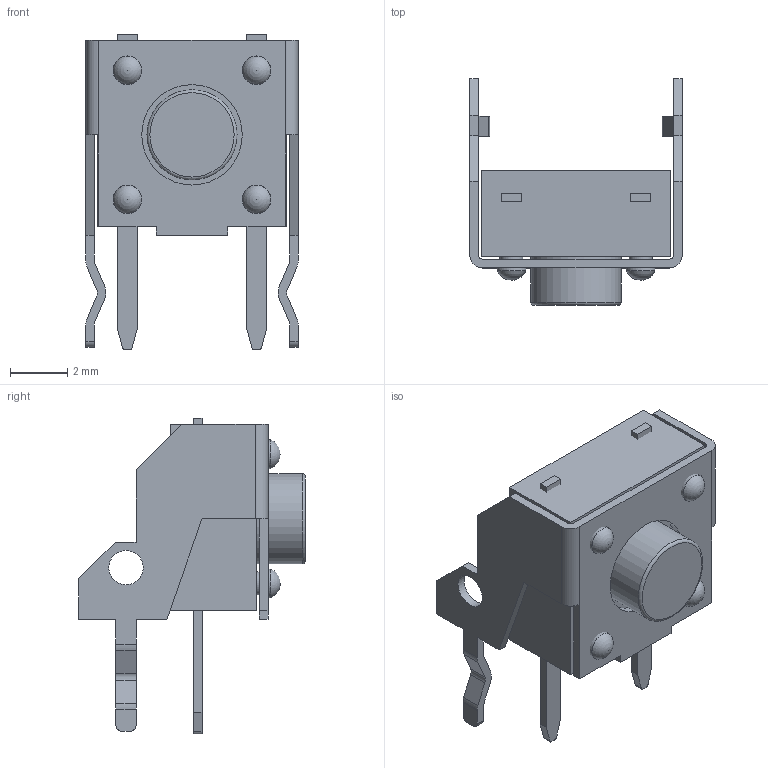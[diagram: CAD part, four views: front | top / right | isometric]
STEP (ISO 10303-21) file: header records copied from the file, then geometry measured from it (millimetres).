
FILE_DESCRIPTION(('FreeCAD Model'),'2;1');
FILE_NAME('pushbutton-right-angle.step','2016-06-22T20:24:54',( 'Author'),(''),'Open CASCADE STEP processor 6.8','FreeCAD','Unknown' );
FILE_SCHEMA(('AUTOMOTIVE_DESIGN_CC2 { 1 2 10303 214 -1 1 5 4 }'));
Length unit declared in the file: inch
Products named in the file (4): ASSEMBLY; metal-cover; button-body001; front-pins001
Assembly tree (3 placements, depth 2):
  ASSEMBLY
    metal-cover
    button-body001
    front-pins001
Bounding box: 7.4 x 7.9 x 11 mm (x, y, z)
Volume: 174.1 mm3; surface area: 434.5 mm2
Topology: 4 solids, 4 shells, 122 faces, 314 edges, 209 vertices
Faces by surface type: plane 81, cylinder 36, sphere 4, torus 1
Full cylindrical faces by diameter (mm): 0.8 x4, 1 x4, 1.2 x2, 3.14 x1, 3.5 x1
Entity records: 7881 total; most frequent: CARTESIAN_POINT 1554, DIRECTION 1159, LINE 691, VECTOR 691, ORIENTED_EDGE 620, PCURVE 620, DEFINITIONAL_REPRESENTATION 620, EDGE_CURVE 310
